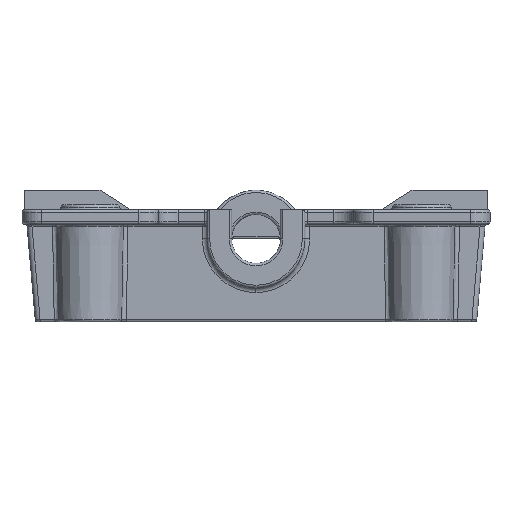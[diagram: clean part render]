
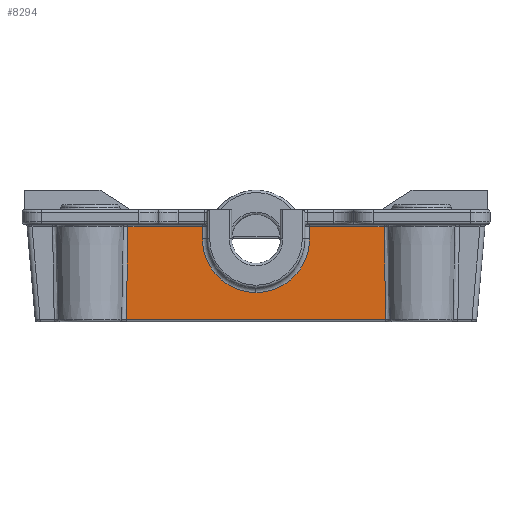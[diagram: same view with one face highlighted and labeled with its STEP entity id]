
A CAD part, front view. The second image highlights one B-rep face of the part: STEP entity #8294.
In plain terms, the highlighted planar face has unit normal (0, -1, 0).
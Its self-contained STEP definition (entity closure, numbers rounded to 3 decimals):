
#186 = CARTESIAN_POINT ( 'NONE',  ( 5.5, -0.5, -0.25 ) ) ;
#298 = CARTESIAN_POINT ( 'NONE',  ( -13.225, -0.5, -5.417 ) ) ;
#307 = DIRECTION ( 'NONE',  ( -1., 0., 0. ) ) ;
#571 = VERTEX_POINT ( 'NONE', #4689 ) ;
#610 = AXIS2_PLACEMENT_3D ( 'NONE', #3184, #2459, #7333 ) ;
#651 = VERTEX_POINT ( 'NONE', #7790 ) ;
#687 = VERTEX_POINT ( 'NONE', #186 ) ;
#718 = VECTOR ( 'NONE', #2135, 1000. ) ;
#730 = EDGE_CURVE ( 'NONE', #4805, #4329, #2477, .T. ) ;
#737 = LINE ( 'NONE', #4147, #6031 ) ;
#802 = EDGE_CURVE ( 'NONE', #3917, #571, #1058, .T. ) ;
#902 = ORIENTED_EDGE ( 'NONE', *, *, #4069, .T. ) ;
#1001 = CARTESIAN_POINT ( 'NONE',  ( -13.271, -0.5, -8. ) ) ;
#1031 = DIRECTION ( 'NONE',  ( 0., 1., 0. ) ) ;
#1042 = VECTOR ( 'NONE', #307, 1000. ) ;
#1058 = LINE ( 'NONE', #5477, #5490 ) ;
#1250 = ORIENTED_EDGE ( 'NONE', *, *, #2471, .T. ) ;
#1255 = CARTESIAN_POINT ( 'NONE',  ( 13.214, -0.5, -4.816 ) ) ;
#1286 = LINE ( 'NONE', #2975, #4748 ) ;
#1378 = CARTESIAN_POINT ( 'NONE',  ( 5.5, -0.5, -0.25 ) ) ;
#1730 = B_SPLINE_CURVE_WITH_KNOTS ( 'NONE', 3,
 ( #5238, #8696, #298, #1001, #3833, #4473, #1764 ),
 .UNSPECIFIED., .F., .F.,
 ( 4, 3, 4 ),
 ( 0., 0.008, 0.01 ),
 .UNSPECIFIED. ) ;
#1733 = PLANE ( 'NONE',  #610 ) ;
#1764 = CARTESIAN_POINT ( 'NONE',  ( -13.303, -0.5, -9.75 ) ) ;
#1879 = CIRCLE ( 'NONE', #7488, 5.5 ) ;
#2125 = ORIENTED_EDGE ( 'NONE', *, *, #7608, .T. ) ;
#2135 = DIRECTION ( 'NONE',  ( -1., 0., 0. ) ) ;
#2215 = EDGE_LOOP ( 'NONE', ( #2125, #2833, #5084, #2470, #902, #7598, #1250, #2695, #7961 ) ) ;
#2407 = EDGE_CURVE ( 'NONE', #4380, #687, #4834, .T. ) ;
#2459 = DIRECTION ( 'NONE',  ( 0., -1., 0. ) ) ;
#2470 = ORIENTED_EDGE ( 'NONE', *, *, #730, .T. ) ;
#2471 = EDGE_CURVE ( 'NONE', #571, #651, #6677, .T. ) ;
#2477 = CIRCLE ( 'NONE', #7123, 5.5 ) ;
#2541 = CARTESIAN_POINT ( 'NONE',  ( 13.303, -0.5, -9.75 ) ) ;
#2695 = ORIENTED_EDGE ( 'NONE', *, *, #6934, .T. ) ;
#2833 = ORIENTED_EDGE ( 'NONE', *, *, #2407, .T. ) ;
#2975 = CARTESIAN_POINT ( 'NONE',  ( 5.5, -0.5, -1.5 ) ) ;
#3184 = CARTESIAN_POINT ( 'NONE',  ( -22.625, -0.5, -10. ) ) ;
#3652 = CARTESIAN_POINT ( 'NONE',  ( -13.127, -0.5, -0.25 ) ) ;
#3799 = B_SPLINE_CURVE_WITH_KNOTS ( 'NONE', 3,
 ( #2541, #8140, #1255, #6085, #8114, #3970, #8790 ),
 .UNSPECIFIED., .F., .F.,
 ( 4, 3, 4 ),
 ( 0., 0.008, 0.01 ),
 .UNSPECIFIED. ) ;
#3812 = DIRECTION ( 'NONE',  ( 0., 1., 0. ) ) ;
#3833 = CARTESIAN_POINT ( 'NONE',  ( -13.282, -0.5, -8.583 ) ) ;
#3906 = CARTESIAN_POINT ( 'NONE',  ( 0., -0.5, -1.5 ) ) ;
#3917 = VERTEX_POINT ( 'NONE', #5289 ) ;
#3970 = CARTESIAN_POINT ( 'NONE',  ( 13.144, -0.5, -0.95 ) ) ;
#4069 = EDGE_CURVE ( 'NONE', #4329, #3917, #1879, .T. ) ;
#4147 = CARTESIAN_POINT ( 'NONE',  ( 13.307, -0.5, -9.75 ) ) ;
#4212 = DIRECTION ( 'NONE',  ( 1., 0., 0. ) ) ;
#4329 = VERTEX_POINT ( 'NONE', #8965 ) ;
#4380 = VERTEX_POINT ( 'NONE', #6212 ) ;
#4473 = CARTESIAN_POINT ( 'NONE',  ( -13.292, -0.5, -9.167 ) ) ;
#4477 = CARTESIAN_POINT ( 'NONE',  ( 0., -0.5, -1.5 ) ) ;
#4617 = CARTESIAN_POINT ( 'NONE',  ( 5.5, -0.5, -1.5 ) ) ;
#4677 = DIRECTION ( 'NONE',  ( 0., 0., -1. ) ) ;
#4689 = CARTESIAN_POINT ( 'NONE',  ( -5.5, -0.5, -0.25 ) ) ;
#4748 = VECTOR ( 'NONE', #7177, 1000. ) ;
#4805 = VERTEX_POINT ( 'NONE', #4617 ) ;
#4834 = LINE ( 'NONE', #1378, #718 ) ;
#5010 = EDGE_CURVE ( 'NONE', #6732, #5473, #737, .T. ) ;
#5084 = ORIENTED_EDGE ( 'NONE', *, *, #8620, .T. ) ;
#5238 = CARTESIAN_POINT ( 'NONE',  ( -13.131, -0.5, -0.25 ) ) ;
#5289 = CARTESIAN_POINT ( 'NONE',  ( -5.5, -0.5, -1.5 ) ) ;
#5397 = CARTESIAN_POINT ( 'NONE',  ( -13.303, -0.5, -9.75 ) ) ;
#5473 = VERTEX_POINT ( 'NONE', #7122 ) ;
#5477 = CARTESIAN_POINT ( 'NONE',  ( -5.5, -0.5, 0. ) ) ;
#5490 = VECTOR ( 'NONE', #6877, 1000. ) ;
#5617 = FACE_OUTER_BOUND ( 'NONE', #2215, .T. ) ;
#6031 = VECTOR ( 'NONE', #4212, 1000. ) ;
#6085 = CARTESIAN_POINT ( 'NONE',  ( 13.169, -0.5, -2.349 ) ) ;
#6212 = CARTESIAN_POINT ( 'NONE',  ( 13.131, -0.5, -0.25 ) ) ;
#6677 = LINE ( 'NONE', #3652, #1042 ) ;
#6732 = VERTEX_POINT ( 'NONE', #5397 ) ;
#6877 = DIRECTION ( 'NONE',  ( 0., 0., 1. ) ) ;
#6934 = EDGE_CURVE ( 'NONE', #651, #6732, #1730, .T. ) ;
#7122 = CARTESIAN_POINT ( 'NONE',  ( 13.303, -0.5, -9.75 ) ) ;
#7123 = AXIS2_PLACEMENT_3D ( 'NONE', #4477, #1031, #8829 ) ;
#7177 = DIRECTION ( 'NONE',  ( 0., 0., -1. ) ) ;
#7333 = DIRECTION ( 'NONE',  ( 0., 0., -1. ) ) ;
#7488 = AXIS2_PLACEMENT_3D ( 'NONE', #3906, #3812, #4677 ) ;
#7598 = ORIENTED_EDGE ( 'NONE', *, *, #802, .T. ) ;
#7608 = EDGE_CURVE ( 'NONE', #5473, #4380, #3799, .T. ) ;
#7790 = CARTESIAN_POINT ( 'NONE',  ( -13.131, -0.5, -0.25 ) ) ;
#7961 = ORIENTED_EDGE ( 'NONE', *, *, #5010, .T. ) ;
#8114 = CARTESIAN_POINT ( 'NONE',  ( 13.157, -0.5, -1.649 ) ) ;
#8140 = CARTESIAN_POINT ( 'NONE',  ( 13.258, -0.5, -7.283 ) ) ;
#8294 = ADVANCED_FACE ( 'NONE', ( #5617 ), #1733, .T. ) ;
#8620 = EDGE_CURVE ( 'NONE', #687, #4805, #1286, .T. ) ;
#8696 = CARTESIAN_POINT ( 'NONE',  ( -13.178, -0.5, -2.833 ) ) ;
#8790 = CARTESIAN_POINT ( 'NONE',  ( 13.131, -0.5, -0.25 ) ) ;
#8829 = DIRECTION ( 'NONE',  ( 0., 0., -1. ) ) ;
#8965 = CARTESIAN_POINT ( 'NONE',  ( 0., -0.5, -7. ) ) ;
